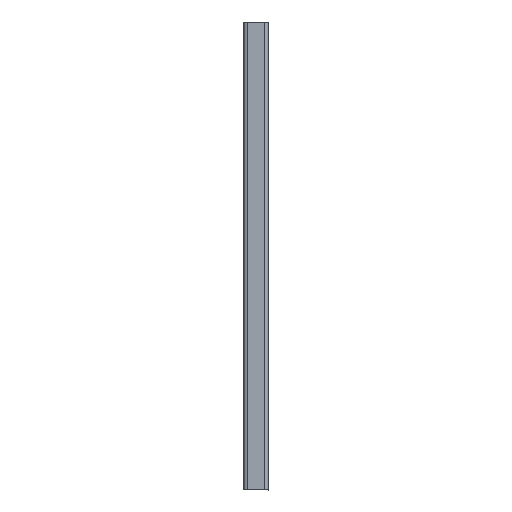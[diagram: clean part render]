
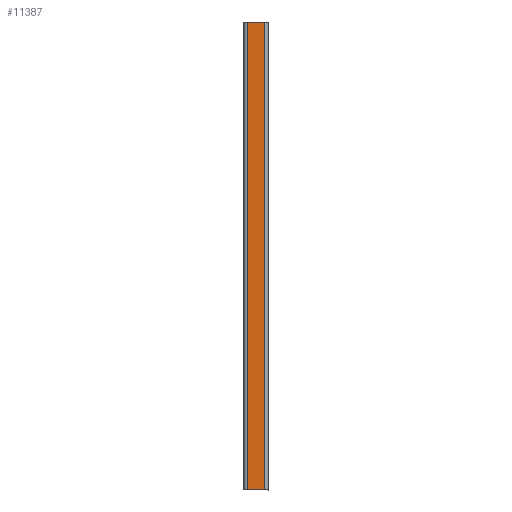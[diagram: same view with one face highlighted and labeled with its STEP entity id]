
A CAD part, left-side view. The second image highlights one B-rep face of the part: STEP entity #11387.
In plain terms, the highlighted planar face has unit normal (-1, 0, 0).
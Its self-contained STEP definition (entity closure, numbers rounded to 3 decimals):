
#1660 = DIRECTION ( 'NONE',  ( 0., 0., 1. ) ) ;
#2268 = VERTEX_POINT ( 'NONE', #8569 ) ;
#2623 = CARTESIAN_POINT ( 'NONE',  ( -20.5, 3., 0. ) ) ;
#5400 = FACE_OUTER_BOUND ( 'NONE', #19859, .T. ) ;
#5826 = EDGE_CURVE ( 'NONE', #22123, #11686, #7382, .T. ) ;
#7072 = LINE ( 'NONE', #20902, #20959 ) ;
#7382 = LINE ( 'NONE', #13084, #10969 ) ;
#7582 = VECTOR ( 'NONE', #9041, 1000. ) ;
#8569 = CARTESIAN_POINT ( 'NONE',  ( -20.5, 3., -400. ) ) ;
#9041 = DIRECTION ( 'NONE',  ( 0., 1., 0. ) ) ;
#9282 = PLANE ( 'NONE',  #18971 ) ;
#10969 = VECTOR ( 'NONE', #13230, 1000. ) ;
#11000 = ORIENTED_EDGE ( 'NONE', *, *, #5826, .F. ) ;
#11387 = ADVANCED_FACE ( 'NONE', ( #5400 ), #9282, .F. ) ;
#11663 = VECTOR ( 'NONE', #1660, 1000. ) ;
#11686 = VERTEX_POINT ( 'NONE', #11892 ) ;
#11833 = ORIENTED_EDGE ( 'NONE', *, *, #13566, .T. ) ;
#11892 = CARTESIAN_POINT ( 'NONE',  ( -20.5, 18., 0. ) ) ;
#12531 = CARTESIAN_POINT ( 'NONE',  ( -20.5, 3., -200. ) ) ;
#12673 = DIRECTION ( 'NONE',  ( 1., 0., 0. ) ) ;
#12760 = LINE ( 'NONE', #12531, #11663 ) ;
#13084 = CARTESIAN_POINT ( 'NONE',  ( -20.5, 18., -200. ) ) ;
#13230 = DIRECTION ( 'NONE',  ( 0., 0., 1. ) ) ;
#13566 = EDGE_CURVE ( 'NONE', #2268, #14384, #12760, .T. ) ;
#14384 = VERTEX_POINT ( 'NONE', #2623 ) ;
#15703 = EDGE_CURVE ( 'NONE', #14384, #11686, #7072, .T. ) ;
#16161 = CARTESIAN_POINT ( 'NONE',  ( -20.5, 0., -200. ) ) ;
#16320 = DIRECTION ( 'NONE',  ( 0., 0., -1. ) ) ;
#17981 = ORIENTED_EDGE ( 'NONE', *, *, #21480, .F. ) ;
#18100 = CARTESIAN_POINT ( 'NONE',  ( -20.5, 0., -400. ) ) ;
#18869 = DIRECTION ( 'NONE',  ( 0., 1., 0. ) ) ;
#18971 = AXIS2_PLACEMENT_3D ( 'NONE', #16161, #12673, #16320 ) ;
#19251 = LINE ( 'NONE', #18100, #7582 ) ;
#19583 = CARTESIAN_POINT ( 'NONE',  ( -20.5, 18., -400. ) ) ;
#19859 = EDGE_LOOP ( 'NONE', ( #21943, #11000, #17981, #11833 ) ) ;
#20902 = CARTESIAN_POINT ( 'NONE',  ( -20.5, 0., 0. ) ) ;
#20959 = VECTOR ( 'NONE', #18869, 1000. ) ;
#21480 = EDGE_CURVE ( 'NONE', #2268, #22123, #19251, .T. ) ;
#21943 = ORIENTED_EDGE ( 'NONE', *, *, #15703, .T. ) ;
#22123 = VERTEX_POINT ( 'NONE', #19583 ) ;
